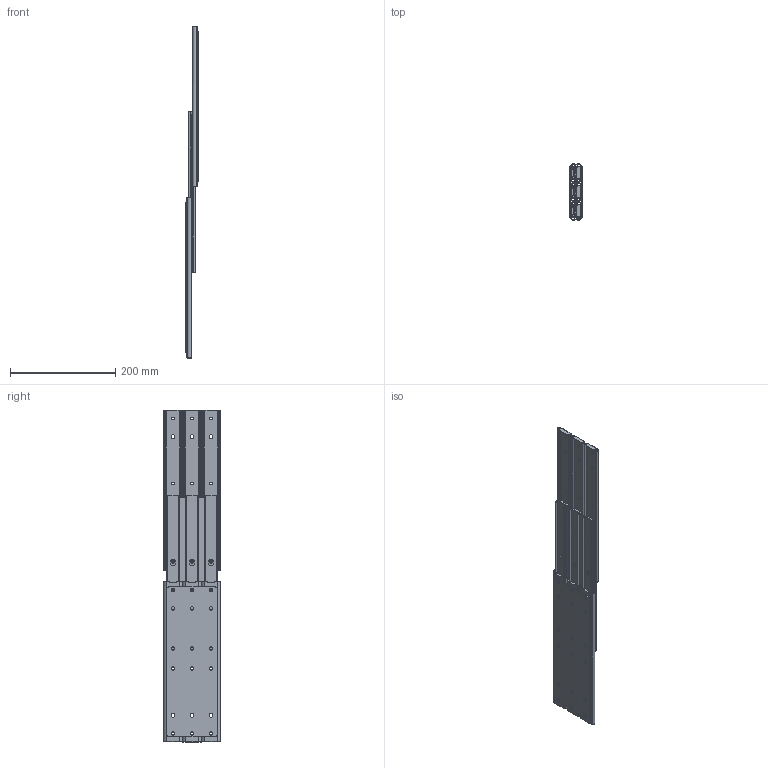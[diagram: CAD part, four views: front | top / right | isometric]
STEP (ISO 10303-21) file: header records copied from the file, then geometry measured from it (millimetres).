
FILE_DESCRIPTION (( 'STEP AP203' ), '1' );
FILE_NAME ('U53-12.STEP', '2020-07-08T07:58:52', ( '' ), ( '' ), 'SwSTEP 2.0', 'SolidWorks 2019', '' );
FILE_SCHEMA (( 'CONFIG_CONTROL_DESIGN' ));
Length unit declared in the file: millimetre
Products named in the file (5): IM U53-12; OM U53-12; IM継板-12; U53-12; OM継板-12 
Assembly tree (15 placements, depth 2):
  U53-12
    OM U53-12  x6
    OM継板-12   x2
    IM U53-12  x6
    IM継板-12
Bounding box: 23.5 x 107.28 x 631.1 mm (x, y, z)
Volume: 337743 mm3; surface area: 469158.1 mm2
Topology: 15 solids, 15 shells, 927 faces, 2679 edges, 1782 vertices
Faces by surface type: cylinder 483, plane 444
Entity records: 9223 total; most frequent: CARTESIAN_POINT 1682, DIRECTION 1442, ORIENTED_EDGE 1400, EDGE_CURVE 700, AXIS2_PLACEMENT_3D 528, VERTEX_POINT 466, VECTOR 386, LINE 386
